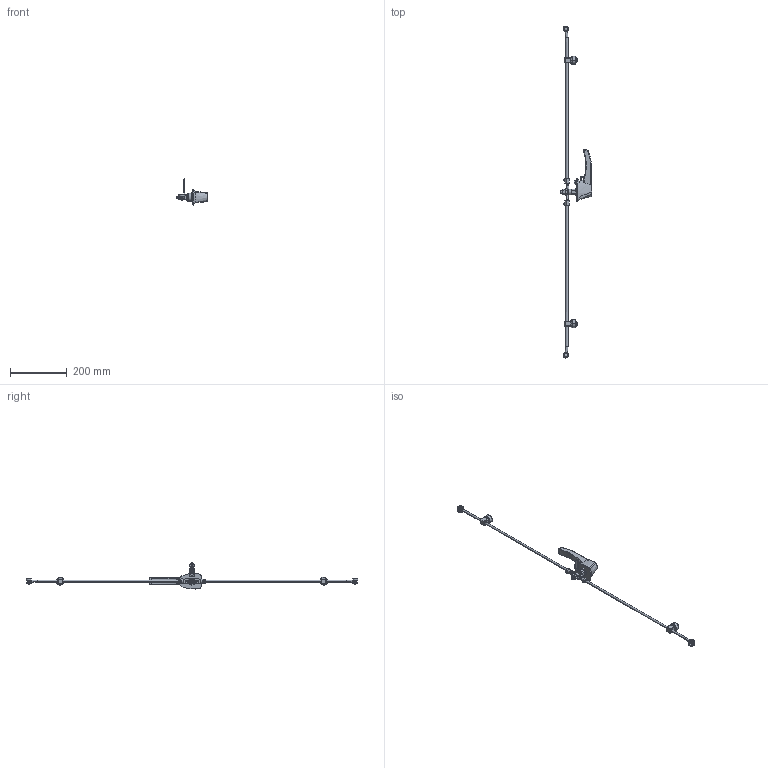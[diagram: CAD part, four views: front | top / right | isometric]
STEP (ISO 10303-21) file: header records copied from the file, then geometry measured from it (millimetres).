
FILE_DESCRIPTION (( 'STEP AP214' ), '1' );
FILE_NAME ('MHK2.STEP', '2019-07-18T10:52:15', ( '' ), ( '' ), 'SwSTEP 2.0', 'SolidWorks 2018', '' );
FILE_SCHEMA (( 'AUTOMOTIVE_DESIGN' ));
Length unit declared in the file: inch
Products named in the file (1): MHK2
Bounding box: 111.71 x 1166.14 x 91.38 mm (x, y, z)
Volume: 274385.9 mm3; surface area: 90041 mm2
Topology: 30 solids, 30 shells, 533 faces, 1244 edges, 781 vertices
Faces by surface type: plane 233, cylinder 211, bspline 79, cone 10
Entity records: 33349 total; most frequent: CARTESIAN_POINT 14423, ORIENTED_EDGE 2452, DIRECTION 2235, EDGE_CURVE 1226, AXIS2_PLACEMENT_3D 825, VERTEX_POINT 781, EDGE_LOOP 611, VECTOR 585
